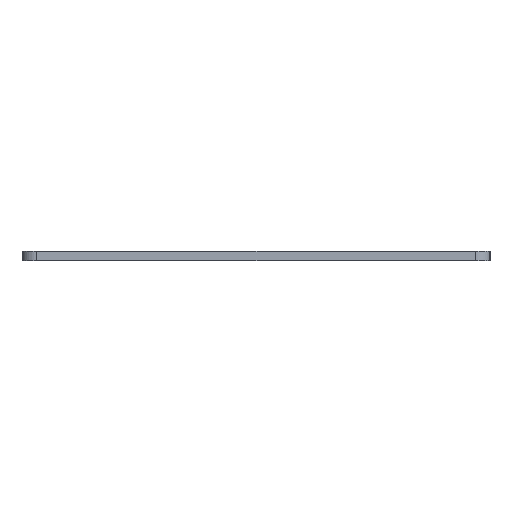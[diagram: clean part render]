
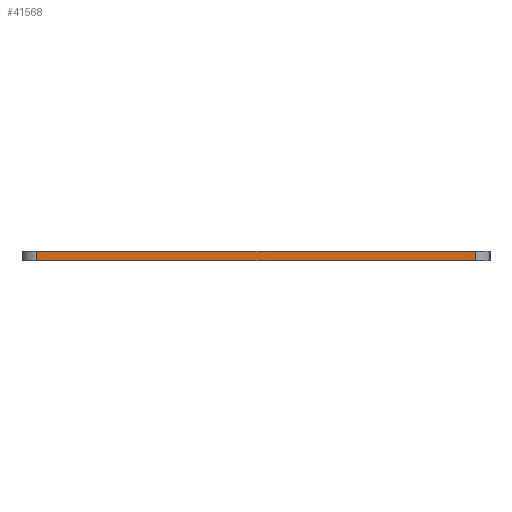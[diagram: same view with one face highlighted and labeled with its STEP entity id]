
A CAD part, left-side view. The second image highlights one B-rep face of the part: STEP entity #41568.
In plain terms, the highlighted planar face has unit normal (-1, 0, 0).
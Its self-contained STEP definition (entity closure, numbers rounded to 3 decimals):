
#84 = PLANE('',#85);
#85 = AXIS2_PLACEMENT_3D('',#86,#87,#88);
#86 = CARTESIAN_POINT('',(132.556,-127.794,1.6));
#87 = DIRECTION('',(0.,0.,1.));
#88 = DIRECTION('',(1.,0.,0.));
#139 = PLANE('',#140);
#140 = AXIS2_PLACEMENT_3D('',#141,#142,#143);
#141 = CARTESIAN_POINT('',(132.556,-127.794,0.));
#142 = DIRECTION('',(0.,0.,1.));
#143 = DIRECTION('',(1.,0.,0.));
#389 = VERTEX_POINT('',#390);
#390 = CARTESIAN_POINT('',(-26.988,-92.075,0.));
#405 = CYLINDRICAL_SURFACE('',#406,2.381);
#406 = AXIS2_PLACEMENT_3D('',#407,#408,#409);
#407 = CARTESIAN_POINT('',(-24.606,-92.075,0.));
#408 = DIRECTION('',(0.,0.,-1.));
#409 = DIRECTION('',(1.,0.,0.));
#417 = EDGE_CURVE('',#389,#418,#420,.T.);
#418 = VERTEX_POINT('',#419);
#419 = CARTESIAN_POINT('',(-26.988,-163.513,0.));
#420 = SURFACE_CURVE('',#421,(#425,#432),.PCURVE_S1.);
#421 = LINE('',#422,#423);
#422 = CARTESIAN_POINT('',(-26.988,-92.075,0.));
#423 = VECTOR('',#424,1.);
#424 = DIRECTION('',(0.,-1.,0.));
#425 = PCURVE('',#139,#426);
#426 = DEFINITIONAL_REPRESENTATION('',(#427),#431);
#427 = LINE('',#428,#429);
#428 = CARTESIAN_POINT('',(-159.544,35.719));
#429 = VECTOR('',#430,1.);
#430 = DIRECTION('',(0.,-1.));
#431 = ( GEOMETRIC_REPRESENTATION_CONTEXT(2) 
PARAMETRIC_REPRESENTATION_CONTEXT() REPRESENTATION_CONTEXT('2D SPACE',''
  ) );
#432 = PCURVE('',#433,#438);
#433 = PLANE('',#434);
#434 = AXIS2_PLACEMENT_3D('',#435,#436,#437);
#435 = CARTESIAN_POINT('',(-26.988,-92.075,0.));
#436 = DIRECTION('',(1.,0.,0.));
#437 = DIRECTION('',(0.,-1.,0.));
#438 = DEFINITIONAL_REPRESENTATION('',(#439),#443);
#439 = LINE('',#440,#441);
#440 = CARTESIAN_POINT('',(0.,0.));
#441 = VECTOR('',#442,1.);
#442 = DIRECTION('',(1.,0.));
#443 = ( GEOMETRIC_REPRESENTATION_CONTEXT(2) 
PARAMETRIC_REPRESENTATION_CONTEXT() REPRESENTATION_CONTEXT('2D SPACE',''
  ) );
#462 = CYLINDRICAL_SURFACE('',#463,2.381);
#463 = AXIS2_PLACEMENT_3D('',#464,#465,#466);
#464 = CARTESIAN_POINT('',(-24.606,-163.513,0.));
#465 = DIRECTION('',(0.,0.,-1.));
#466 = DIRECTION('',(1.,0.,0.));
#22793 = VERTEX_POINT('',#22794);
#22794 = CARTESIAN_POINT('',(-26.988,-92.075,1.6));
#22816 = EDGE_CURVE('',#22793,#22817,#22819,.T.);
#22817 = VERTEX_POINT('',#22818);
#22818 = CARTESIAN_POINT('',(-26.988,-163.513,1.6));
#22819 = SURFACE_CURVE('',#22820,(#22824,#22831),.PCURVE_S1.);
#22820 = LINE('',#22821,#22822);
#22821 = CARTESIAN_POINT('',(-26.988,-92.075,1.6));
#22822 = VECTOR('',#22823,1.);
#22823 = DIRECTION('',(0.,-1.,0.));
#22824 = PCURVE('',#84,#22825);
#22825 = DEFINITIONAL_REPRESENTATION('',(#22826),#22830);
#22826 = LINE('',#22827,#22828);
#22827 = CARTESIAN_POINT('',(-159.544,35.719));
#22828 = VECTOR('',#22829,1.);
#22829 = DIRECTION('',(0.,-1.));
#22830 = ( GEOMETRIC_REPRESENTATION_CONTEXT(2) 
PARAMETRIC_REPRESENTATION_CONTEXT() REPRESENTATION_CONTEXT('2D SPACE',''
  ) );
#22831 = PCURVE('',#433,#22832);
#22832 = DEFINITIONAL_REPRESENTATION('',(#22833),#22837);
#22833 = LINE('',#22834,#22835);
#22834 = CARTESIAN_POINT('',(0.,-1.6));
#22835 = VECTOR('',#22836,1.);
#22836 = DIRECTION('',(1.,0.));
#22837 = ( GEOMETRIC_REPRESENTATION_CONTEXT(2) 
PARAMETRIC_REPRESENTATION_CONTEXT() REPRESENTATION_CONTEXT('2D SPACE',''
  ) );
#41518 = EDGE_CURVE('',#418,#22817,#41519,.T.);
#41519 = SURFACE_CURVE('',#41520,(#41524,#41531),.PCURVE_S1.);
#41520 = LINE('',#41521,#41522);
#41521 = CARTESIAN_POINT('',(-26.988,-163.513,0.));
#41522 = VECTOR('',#41523,1.);
#41523 = DIRECTION('',(0.,0.,1.));
#41524 = PCURVE('',#462,#41525);
#41525 = DEFINITIONAL_REPRESENTATION('',(#41526),#41530);
#41526 = LINE('',#41527,#41528);
#41527 = CARTESIAN_POINT('',(-3.142,0.));
#41528 = VECTOR('',#41529,1.);
#41529 = DIRECTION('',(0.,-1.));
#41530 = ( GEOMETRIC_REPRESENTATION_CONTEXT(2) 
PARAMETRIC_REPRESENTATION_CONTEXT() REPRESENTATION_CONTEXT('2D SPACE',''
  ) );
#41531 = PCURVE('',#433,#41532);
#41532 = DEFINITIONAL_REPRESENTATION('',(#41533),#41537);
#41533 = LINE('',#41534,#41535);
#41534 = CARTESIAN_POINT('',(71.438,0.));
#41535 = VECTOR('',#41536,1.);
#41536 = DIRECTION('',(0.,-1.));
#41537 = ( GEOMETRIC_REPRESENTATION_CONTEXT(2) 
PARAMETRIC_REPRESENTATION_CONTEXT() REPRESENTATION_CONTEXT('2D SPACE',''
  ) );
#41568 = ADVANCED_FACE('',(#41569),#433,.F.);
#41569 = FACE_BOUND('',#41570,.F.);
#41570 = EDGE_LOOP('',(#41571,#41592,#41593,#41594));
#41571 = ORIENTED_EDGE('',*,*,#41572,.T.);
#41572 = EDGE_CURVE('',#389,#22793,#41573,.T.);
#41573 = SURFACE_CURVE('',#41574,(#41578,#41585),.PCURVE_S1.);
#41574 = LINE('',#41575,#41576);
#41575 = CARTESIAN_POINT('',(-26.988,-92.075,0.));
#41576 = VECTOR('',#41577,1.);
#41577 = DIRECTION('',(0.,0.,1.));
#41578 = PCURVE('',#433,#41579);
#41579 = DEFINITIONAL_REPRESENTATION('',(#41580),#41584);
#41580 = LINE('',#41581,#41582);
#41581 = CARTESIAN_POINT('',(0.,0.));
#41582 = VECTOR('',#41583,1.);
#41583 = DIRECTION('',(0.,-1.));
#41584 = ( GEOMETRIC_REPRESENTATION_CONTEXT(2) 
PARAMETRIC_REPRESENTATION_CONTEXT() REPRESENTATION_CONTEXT('2D SPACE',''
  ) );
#41585 = PCURVE('',#405,#41586);
#41586 = DEFINITIONAL_REPRESENTATION('',(#41587),#41591);
#41587 = LINE('',#41588,#41589);
#41588 = CARTESIAN_POINT('',(-3.142,0.));
#41589 = VECTOR('',#41590,1.);
#41590 = DIRECTION('',(0.,-1.));
#41591 = ( GEOMETRIC_REPRESENTATION_CONTEXT(2) 
PARAMETRIC_REPRESENTATION_CONTEXT() REPRESENTATION_CONTEXT('2D SPACE',''
  ) );
#41592 = ORIENTED_EDGE('',*,*,#22816,.T.);
#41593 = ORIENTED_EDGE('',*,*,#41518,.F.);
#41594 = ORIENTED_EDGE('',*,*,#417,.F.);
